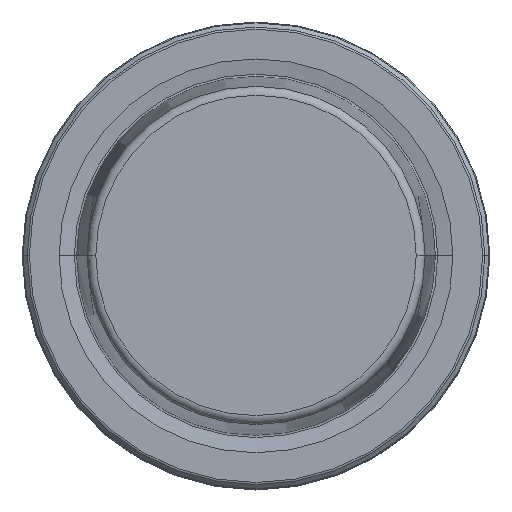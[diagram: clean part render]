
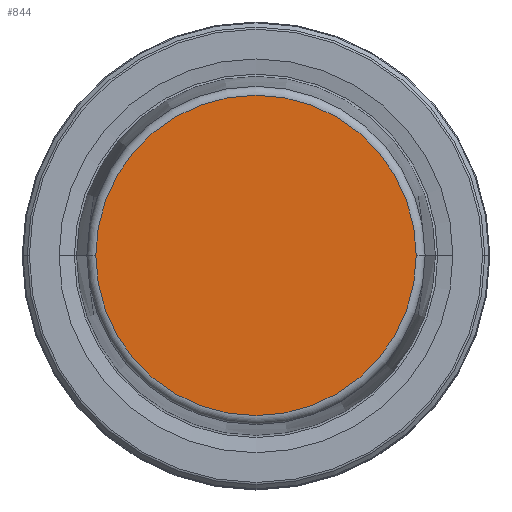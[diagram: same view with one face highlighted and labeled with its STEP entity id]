
A CAD part, top view. The second image highlights one B-rep face of the part: STEP entity #844.
In plain terms, the highlighted planar face has unit normal (0, 0, 1).
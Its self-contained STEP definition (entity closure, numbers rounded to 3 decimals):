
#15 = CIRCLE ( 'NONE', #1024, 21.581 ) ;
#47 = AXIS2_PLACEMENT_3D ( 'NONE', #313, #239, #893 ) ;
#54 = CARTESIAN_POINT ( 'NONE',  ( 21.581, 0., 31.9 ) ) ;
#66 = DIRECTION ( 'NONE',  ( 1., 0., 0. ) ) ;
#229 = EDGE_CURVE ( 'NONE', #494, #291, #15, .T. ) ;
#239 = DIRECTION ( 'NONE',  ( 0., 0., 1. ) ) ;
#291 = VERTEX_POINT ( 'NONE', #457 ) ;
#313 = CARTESIAN_POINT ( 'NONE',  ( 0., 0., 31.9 ) ) ;
#444 = ORIENTED_EDGE ( 'NONE', *, *, #229, .T. ) ;
#457 = CARTESIAN_POINT ( 'NONE',  ( -21.581, 0., 31.9 ) ) ;
#494 = VERTEX_POINT ( 'NONE', #54 ) ;
#560 = CIRCLE ( 'NONE', #47, 21.581 ) ;
#762 = PLANE ( 'NONE',  #989 ) ;
#844 = ADVANCED_FACE ( 'NONE', ( #879 ), #762, .F. ) ;
#846 = CARTESIAN_POINT ( 'NONE',  ( 0., 0., 31.9 ) ) ;
#879 = FACE_OUTER_BOUND ( 'NONE', #994, .T. ) ;
#893 = DIRECTION ( 'NONE',  ( 1., 0., 0. ) ) ;
#962 = ORIENTED_EDGE ( 'NONE', *, *, #1061, .T. ) ;
#989 = AXIS2_PLACEMENT_3D ( 'NONE', #1238, #1202, #993 ) ;
#993 = DIRECTION ( 'NONE',  ( -1., 0., 0. ) ) ;
#994 = EDGE_LOOP ( 'NONE', ( #444, #962 ) ) ;
#1024 = AXIS2_PLACEMENT_3D ( 'NONE', #846, #1048, #66 ) ;
#1048 = DIRECTION ( 'NONE',  ( 0., 0., 1. ) ) ;
#1061 = EDGE_CURVE ( 'NONE', #291, #494, #560, .T. ) ;
#1202 = DIRECTION ( 'NONE',  ( 0., 0., -1. ) ) ;
#1238 = CARTESIAN_POINT ( 'NONE',  ( 0., 0., 31.9 ) ) ;
